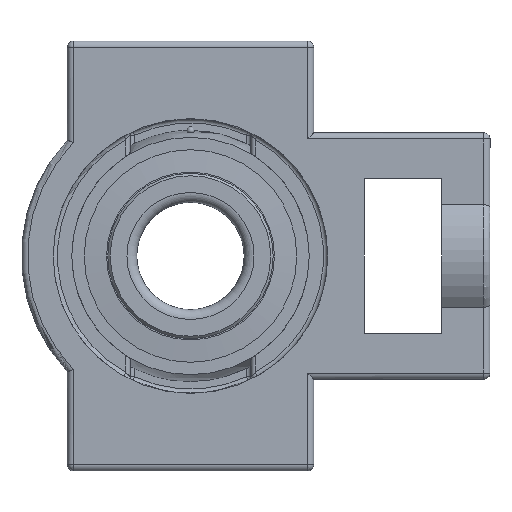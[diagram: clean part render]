
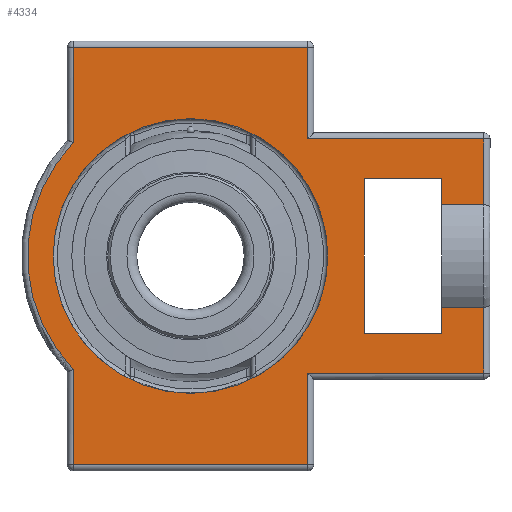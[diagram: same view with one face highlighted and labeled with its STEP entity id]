
A CAD part, left-side view. The second image highlights one B-rep face of the part: STEP entity #4334.
In plain terms, the highlighted face is planar.
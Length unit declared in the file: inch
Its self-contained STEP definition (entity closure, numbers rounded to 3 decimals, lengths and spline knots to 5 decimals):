
#958=VECTOR('',#5082,1.);
#992=VECTOR('',#5233,1.);
#993=VECTOR('',#5236,1.);
#996=VECTOR('',#5246,1.);
#997=VECTOR('',#5251,1.);
#999=VECTOR('',#5260,1.);
#1004=VECTOR('',#5271,1.);
#1008=VECTOR('',#5281,1.);
#1011=VECTOR('',#5290,1.);
#1016=VECTOR('',#5301,1.);
#1023=VECTOR('',#5315,1.);
#1024=VECTOR('',#5316,1.);
#1025=VECTOR('',#5317,1.);
#1026=VECTOR('',#5318,1.);
#1027=VECTOR('',#5319,1.);
#1028=VECTOR('',#5320,1.);
#1181=LINE('',#6501,#958);
#1215=LINE('',#6696,#992);
#1216=LINE('',#6713,#993);
#1219=LINE('',#6721,#996);
#1220=LINE('',#6725,#997);
#1222=LINE('',#6747,#999);
#1227=LINE('',#6757,#1004);
#1231=LINE('',#6766,#1008);
#1234=LINE('',#6774,#1011);
#1239=LINE('',#6801,#1016);
#1246=LINE('',#6834,#1023);
#1247=LINE('',#6836,#1024);
#1248=LINE('',#6838,#1025);
#1249=LINE('',#6840,#1026);
#1250=LINE('',#6842,#1027);
#1251=LINE('',#6845,#1028);
#1489=PLANE('',#4669);
#1590=VERTEX_POINT('',#6466);
#1593=VERTEX_POINT('',#6475);
#1595=VERTEX_POINT('',#6480);
#1599=VERTEX_POINT('',#6489);
#1601=VERTEX_POINT('',#6494);
#1604=VERTEX_POINT('',#6502);
#1605=VERTEX_POINT('',#6506);
#1608=VERTEX_POINT('',#6513);
#1650=VERTEX_POINT('',#6697);
#1652=VERTEX_POINT('',#6722);
#1653=VERTEX_POINT('',#6726);
#1661=VERTEX_POINT('',#6775);
#1666=VERTEX_POINT('',#6802);
#1673=VERTEX_POINT('',#6835);
#1674=VERTEX_POINT('',#6837);
#1675=VERTEX_POINT('',#6839);
#1676=VERTEX_POINT('',#6841);
#1677=VERTEX_POINT('',#6843);
#1678=VERTEX_POINT('',#6844);
#1936=CIRCLE('',#4562,1.11964);
#1987=CIRCLE('',#4666,1.32795);
#2159=EDGE_CURVE('',#1590,#1590,#1936,.T.);
#2173=EDGE_CURVE('',#1601,#1604,#1181,.T.);
#2244=EDGE_CURVE('',#1608,#1650,#1215,.T.);
#2246=EDGE_CURVE('',#1604,#1608,#1216,.T.);
#2251=EDGE_CURVE('',#1605,#1652,#1219,.T.);
#2253=EDGE_CURVE('',#1653,#1605,#1220,.T.);
#2258=EDGE_CURVE('',#1652,#1599,#1222,.T.);
#2264=EDGE_CURVE('',#1595,#1601,#1227,.T.);
#2269=EDGE_CURVE('',#1599,#1593,#1231,.T.);
#2273=EDGE_CURVE('',#1661,#1595,#1234,.T.);
#2280=EDGE_CURVE('',#1593,#1666,#1239,.T.);
#2282=EDGE_CURVE('',#1666,#1661,#1987,.T.);
#2291=EDGE_CURVE('',#1653,#1673,#1246,.T.);
#2292=EDGE_CURVE('',#1674,#1673,#1247,.T.);
#2293=EDGE_CURVE('',#1675,#1674,#1248,.T.);
#2294=EDGE_CURVE('',#1676,#1675,#1249,.T.);
#2295=EDGE_CURVE('',#1677,#1676,#1250,.T.);
#2296=EDGE_CURVE('',#1678,#1677,#1247,.T.);
#2297=EDGE_CURVE('',#1678,#1650,#1251,.T.);
#2962=ORIENTED_EDGE('',*,*,#2244,.F.);
#2963=ORIENTED_EDGE('',*,*,#2246,.F.);
#2964=ORIENTED_EDGE('',*,*,#2173,.F.);
#2965=ORIENTED_EDGE('',*,*,#2264,.F.);
#2966=ORIENTED_EDGE('',*,*,#2273,.F.);
#2967=ORIENTED_EDGE('',*,*,#2282,.F.);
#2968=ORIENTED_EDGE('',*,*,#2280,.F.);
#2969=ORIENTED_EDGE('',*,*,#2269,.F.);
#2970=ORIENTED_EDGE('',*,*,#2258,.F.);
#2971=ORIENTED_EDGE('',*,*,#2251,.F.);
#2972=ORIENTED_EDGE('',*,*,#2253,.F.);
#2973=ORIENTED_EDGE('',*,*,#2291,.T.);
#2974=ORIENTED_EDGE('',*,*,#2292,.F.);
#2975=ORIENTED_EDGE('',*,*,#2293,.F.);
#2976=ORIENTED_EDGE('',*,*,#2294,.F.);
#2977=ORIENTED_EDGE('',*,*,#2295,.F.);
#2978=ORIENTED_EDGE('',*,*,#2296,.F.);
#2979=ORIENTED_EDGE('',*,*,#2297,.T.);
#2980=ORIENTED_EDGE('',*,*,#2159,.T.);
#3761=EDGE_LOOP('',(#2962,#2963,#2964,#2965,#2966,#2967,#2968,#2969,#2970,
#2971,#2972,#2973,#2974,#2975,#2976,#2977,#2978,#2979));
#3762=EDGE_LOOP('',(#2980));
#4047=FACE_BOUND('',#3761,.T.);
#4048=FACE_BOUND('',#3762,.T.);
#4334=ADVANCED_FACE('',(#4047,#4048),#1489,.T.);
#4562=AXIS2_PLACEMENT_3D('',#6465,#5042,#5043);
#4666=AXIS2_PLACEMENT_3D('',#6818,#5303,#5304);
#4669=AXIS2_PLACEMENT_3D('',#6833,#5314,$);
#5042=DIRECTION('',(0.,0.,-1.));
#5043=DIRECTION('',(0.,1.12,0.));
#5082=DIRECTION('',(-1.,0.,0.));
#5233=DIRECTION('',(-1.,0.,0.));
#5236=DIRECTION('',(0.,-1.,0.));
#5246=DIRECTION('',(0.,1.,0.));
#5251=DIRECTION('',(-1.,0.,0.));
#5260=DIRECTION('',(-1.,0.,0.));
#5271=DIRECTION('',(0.,-1.,0.));
#5281=DIRECTION('',(0.,1.,0.));
#5290=DIRECTION('',(1.,0.,0.));
#5301=DIRECTION('',(1.,0.,0.));
#5303=DIRECTION('',(0.,0.,-1.));
#5304=DIRECTION('',(0.,1.328,0.));
#5314=DIRECTION('',(0.,0.,1.));
#5315=DIRECTION('',(0.,1.,0.));
#5316=DIRECTION('',(1.,0.,0.));
#5317=DIRECTION('',(0.,-1.,0.));
#5318=DIRECTION('',(-1.,0.,0.));
#5319=DIRECTION('',(0.,1.,0.));
#5320=DIRECTION('',(0.,-1.,0.));
#6465=CARTESIAN_POINT('',(0.,0.,0.47244));
#6466=CARTESIAN_POINT('',(0.,1.11964,0.47244));
#6475=CARTESIAN_POINT('',(-1.70197,0.95394,0.47244));
#6480=CARTESIAN_POINT('',(1.70197,0.95394,0.47244));
#6489=CARTESIAN_POINT('',(-1.70197,-0.95394,0.47244));
#6494=CARTESIAN_POINT('',(1.70197,-0.95394,0.47244));
#6501=CARTESIAN_POINT('',(0.3223,-0.95394,0.47244));
#6502=CARTESIAN_POINT('',(0.95394,-0.95394,0.47244));
#6506=CARTESIAN_POINT('',(-0.95394,-2.39094,0.47244));
#6513=CARTESIAN_POINT('',(0.95394,-2.39094,0.47244));
#6696=CARTESIAN_POINT('',(-0.61766,-2.39094,0.47244));
#6697=CARTESIAN_POINT('',(0.41665,-2.39094,0.47244));
#6713=CARTESIAN_POINT('',(0.95394,-1.18222,0.47244));
#6721=CARTESIAN_POINT('',(-0.95394,-1.18222,0.47244));
#6722=CARTESIAN_POINT('',(-0.95394,-0.95394,0.47244));
#6725=CARTESIAN_POINT('',(-0.61766,-2.39094,0.47244));
#6726=CARTESIAN_POINT('',(-0.41665,-2.39094,0.47244));
#6747=CARTESIAN_POINT('',(-1.05566,-0.95394,0.47244));
#6757=CARTESIAN_POINT('',(1.70197,-0.321,0.47244));
#6766=CARTESIAN_POINT('',(-1.70197,-0.321,0.47244));
#6774=CARTESIAN_POINT('',(0.30728,0.95394,0.47244));
#6775=CARTESIAN_POINT('',(0.92383,0.95394,0.47244));
#6801=CARTESIAN_POINT('',(-1.04064,0.95394,0.47244));
#6802=CARTESIAN_POINT('',(-0.92383,0.95394,0.47244));
#6818=CARTESIAN_POINT('',(0.,0.,0.47244));
#6833=CARTESIAN_POINT('',(-0.73336,-0.64199,0.47244));
#6834=CARTESIAN_POINT('',(-0.41665,-2.24409,0.47244));
#6835=CARTESIAN_POINT('',(-0.41665,-2.04724,0.47244));
#6836=CARTESIAN_POINT('',(-0.62992,-2.04724,0.47244));
#6837=CARTESIAN_POINT('',(-0.62992,-2.04724,0.47244));
#6838=CARTESIAN_POINT('',(-0.62992,-1.41732,0.47244));
#6839=CARTESIAN_POINT('',(-0.62992,-1.41732,0.47244));
#6840=CARTESIAN_POINT('',(0.,-1.41732,0.47244));
#6841=CARTESIAN_POINT('',(0.62992,-1.41732,0.47244));
#6842=CARTESIAN_POINT('',(0.62992,-1.41732,0.47244));
#6843=CARTESIAN_POINT('',(0.62992,-2.04724,0.47244));
#6844=CARTESIAN_POINT('',(0.41665,-2.04724,0.47244));
#6845=CARTESIAN_POINT('',(0.41665,-2.24409,0.47244));
